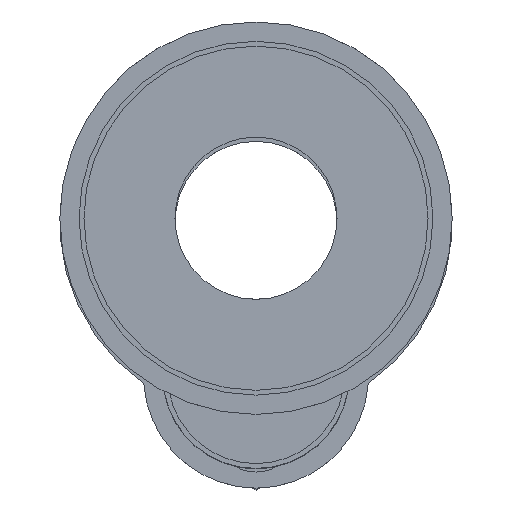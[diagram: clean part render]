
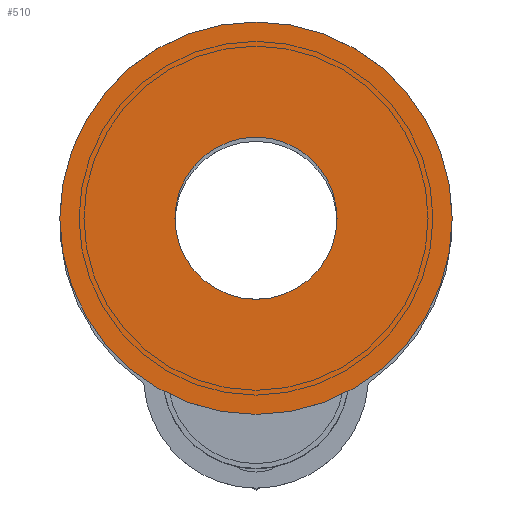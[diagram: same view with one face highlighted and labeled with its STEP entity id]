
A CAD part, top view. The second image highlights one B-rep face of the part: STEP entity #510.
In plain terms, the highlighted planar face has unit normal (0, 0, 1).
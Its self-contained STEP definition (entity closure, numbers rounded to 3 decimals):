
#48=PLANE('',#578);
#124=FACE_BOUND('',#209,.T.);
#160=FACE_OUTER_BOUND('',#208,.T.);
#208=EDGE_LOOP('',(#454));
#209=EDGE_LOOP('',(#455));
#240=CIRCLE('',#573,25.2);
#242=CIRCLE('',#576,61.);
#284=VERTEX_POINT('',#864);
#286=VERTEX_POINT('',#869);
#342=EDGE_CURVE('',#284,#284,#240,.T.);
#344=EDGE_CURVE('',#286,#286,#242,.T.);
#454=ORIENTED_EDGE('',*,*,#344,.F.);
#455=ORIENTED_EDGE('',*,*,#342,.T.);
#510=ADVANCED_FACE('',(#160,#124),#48,.F.);
#573=AXIS2_PLACEMENT_3D('',#865,#718,#719);
#576=AXIS2_PLACEMENT_3D('',#870,#724,#725);
#578=AXIS2_PLACEMENT_3D('',#873,#728,#729);
#718=DIRECTION('center_axis',(0.,0.,-1.));
#719=DIRECTION('ref_axis',(-1.,0.,0.));
#724=DIRECTION('center_axis',(0.,0.,-1.));
#725=DIRECTION('ref_axis',(-1.,0.,0.));
#728=DIRECTION('center_axis',(0.,0.,-1.));
#729=DIRECTION('ref_axis',(-1.,0.,0.));
#864=CARTESIAN_POINT('',(25.2,0.,757.));
#865=CARTESIAN_POINT('Origin',(0.,0.,757.));
#869=CARTESIAN_POINT('',(61.,0.,757.));
#870=CARTESIAN_POINT('Origin',(0.,0.,757.));
#873=CARTESIAN_POINT('Origin',(0.,0.,757.));
